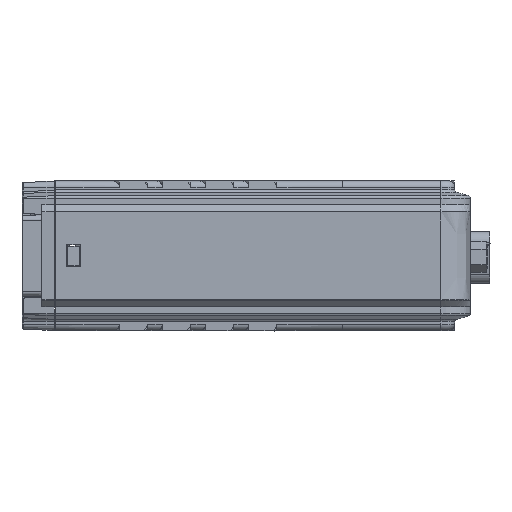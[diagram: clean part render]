
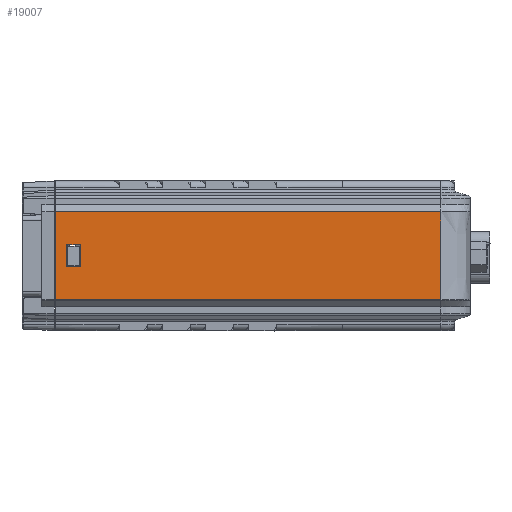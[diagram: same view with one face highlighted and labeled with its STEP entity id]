
A CAD part, left-side view. The second image highlights one B-rep face of the part: STEP entity #19007.
In plain terms, the highlighted planar face has unit normal (-1, 0, 0).
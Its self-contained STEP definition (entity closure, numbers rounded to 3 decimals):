
#3503 = CARTESIAN_POINT ( 'NONE',  ( -54.5, -69.5, 7.919 ) ) ;
#3592 = CARTESIAN_POINT ( 'NONE',  ( -54.5, -69.5, -7.919 ) ) ;
#4091 = LINE ( 'NONE', #4092, #44824 ) ;
#4092 = CARTESIAN_POINT ( 'NONE',  ( -54.5, -69.5, 0. ) ) ;
#4093 = DIRECTION ( 'NONE',  ( 0., 0., -1. ) ) ;
#10339 = CARTESIAN_POINT ( 'NONE',  ( -54.5, -69.5, -8. ) ) ;
#10343 = FACE_OUTER_BOUND ( 'NONE', #39682, .T. ) ;
#10365 = FACE_BOUND ( 'NONE', #39677, .T. ) ;
#10366 = PLANE ( 'NONE',  #28556 ) ;
#10368 = DIRECTION ( 'NONE',  ( 1., 0., 0. ) ) ;
#10369 = DIRECTION ( 'NONE',  ( 0., 1., 0. ) ) ;
#12532 = VERTEX_POINT ( 'NONE', #3503 ) ;
#12686 = VERTEX_POINT ( 'NONE', #3592 ) ;
#13317 = VERTEX_POINT ( 'NONE', #19762 ) ;
#13374 = VERTEX_POINT ( 'NONE', #19794 ) ;
#14743 = CARTESIAN_POINT ( 'NONE',  ( -54.5, -23.167, -7.919 ) ) ;
#14744 = CARTESIAN_POINT ( 'NONE',  ( -54.5, 0., -7.919 ) ) ;
#14747 = CARTESIAN_POINT ( 'NONE',  ( -54.5, -69.5, 7.919 ) ) ;
#14748 = LINE ( 'NONE', #14752, #44288 ) ;
#14749 = CARTESIAN_POINT ( 'NONE',  ( -54.5, -46.333, 7.919 ) ) ;
#14750 = CARTESIAN_POINT ( 'NONE',  ( -54.5, -46.333, -7.919 ) ) ;
#14751 = CARTESIAN_POINT ( 'NONE',  ( -54.5, -69.5, -7.919 ) ) ;
#14752 = CARTESIAN_POINT ( 'NONE',  ( -54.5, 0., 13.5 ) ) ;
#14753 = DIRECTION ( 'NONE',  ( 0., 0., 1. ) ) ;
#14755 = CARTESIAN_POINT ( 'NONE',  ( -54.5, -23.167, 7.919 ) ) ;
#14756 = CARTESIAN_POINT ( 'NONE',  ( -54.5, 0., 7.919 ) ) ;
#15378 = CARTESIAN_POINT ( 'NONE',  ( -54.5, -4.46, 2. ) ) ;
#15494 = CARTESIAN_POINT ( 'NONE',  ( -54.5, -1.96, -2. ) ) ;
#15500 = CARTESIAN_POINT ( 'NONE',  ( -54.5, -1.96, 2. ) ) ;
#15507 = CARTESIAN_POINT ( 'NONE',  ( -54.5, -4.46, -2. ) ) ;
#19007 = ADVANCED_FACE ( 'NONE', ( #10343, #10365 ), #10366, .F. ) ;
#19551 = EDGE_CURVE ( 'NONE', #13317, #12686, #31707, .T. ) ;
#19552 = EDGE_CURVE ( 'NONE', #13317, #13374, #14748, .T. ) ;
#19553 = EDGE_CURVE ( 'NONE', #12532, #13374, #31708, .T. ) ;
#19762 = CARTESIAN_POINT ( 'NONE',  ( -54.5, 0., -7.919 ) ) ;
#19794 = CARTESIAN_POINT ( 'NONE',  ( -54.5, 0., 7.919 ) ) ;
#23097 = VERTEX_POINT ( 'NONE', #15378 ) ;
#23213 = VERTEX_POINT ( 'NONE', #15494 ) ;
#23219 = VERTEX_POINT ( 'NONE', #15500 ) ;
#23226 = VERTEX_POINT ( 'NONE', #15507 ) ;
#28556 = AXIS2_PLACEMENT_3D ( 'NONE', #10339, #10368, #10369 ) ;
#31707 = B_SPLINE_CURVE_WITH_KNOTS ( 'NONE', 3,
 ( #14744, #14743, #14750, #14751 ),
 .UNSPECIFIED., .F., .F.,
 ( 4, 4 ),
 ( 0.139, 0.209 ),
 .UNSPECIFIED. ) ;
#31708 = B_SPLINE_CURVE_WITH_KNOTS ( 'NONE', 3,
 ( #14747, #14749, #14755, #14756 ),
 .UNSPECIFIED., .F., .F.,
 ( 4, 4 ),
 ( 0., 0.07 ),
 .UNSPECIFIED. ) ;
#36260 = VECTOR ( 'NONE', #50017, 1000. ) ;
#36263 = VECTOR ( 'NONE', #50025, 1000. ) ;
#36266 = VECTOR ( 'NONE', #50034, 1000. ) ;
#36269 = VECTOR ( 'NONE', #50043, 1000. ) ;
#37275 = EDGE_CURVE ( 'NONE', #12532, #12686, #4091, .T. ) ;
#37590 = EDGE_CURVE ( 'NONE', #23213, #23219, #50013, .T. ) ;
#37593 = EDGE_CURVE ( 'NONE', #23226, #23213, #50023, .T. ) ;
#37596 = EDGE_CURVE ( 'NONE', #23097, #23226, #50032, .T. ) ;
#37599 = EDGE_CURVE ( 'NONE', #23219, #23097, #50041, .T. ) ;
#39677 = EDGE_LOOP ( 'NONE', ( #52416, #52417, #52418, #52419 ) ) ;
#39682 = EDGE_LOOP ( 'NONE', ( #52412, #52413, #52414, #52415 ) ) ;
#44288 = VECTOR ( 'NONE', #14753, 1000. ) ;
#44824 = VECTOR ( 'NONE', #4093, 1000. ) ;
#50013 = LINE ( 'NONE', #50016, #36260 ) ;
#50016 = CARTESIAN_POINT ( 'NONE',  ( -54.5, -1.96, -2. ) ) ;
#50017 = DIRECTION ( 'NONE',  ( 0., 0., 1. ) ) ;
#50023 = LINE ( 'NONE', #50024, #36263 ) ;
#50024 = CARTESIAN_POINT ( 'NONE',  ( -54.5, -4.46, -2. ) ) ;
#50025 = DIRECTION ( 'NONE',  ( 0., 1., 0. ) ) ;
#50032 = LINE ( 'NONE', #50033, #36266 ) ;
#50033 = CARTESIAN_POINT ( 'NONE',  ( -54.5, -4.46, -2. ) ) ;
#50034 = DIRECTION ( 'NONE',  ( 0., 0., -1. ) ) ;
#50041 = LINE ( 'NONE', #50042, #36269 ) ;
#50042 = CARTESIAN_POINT ( 'NONE',  ( -54.5, -4.46, 2. ) ) ;
#50043 = DIRECTION ( 'NONE',  ( 0., -1., 0. ) ) ;
#52412 = ORIENTED_EDGE ( 'NONE', *, *, #19552, .F. ) ;
#52413 = ORIENTED_EDGE ( 'NONE', *, *, #19551, .T. ) ;
#52414 = ORIENTED_EDGE ( 'NONE', *, *, #37275, .F. ) ;
#52415 = ORIENTED_EDGE ( 'NONE', *, *, #19553, .T. ) ;
#52416 = ORIENTED_EDGE ( 'NONE', *, *, #37599, .T. ) ;
#52417 = ORIENTED_EDGE ( 'NONE', *, *, #37596, .T. ) ;
#52418 = ORIENTED_EDGE ( 'NONE', *, *, #37593, .T. ) ;
#52419 = ORIENTED_EDGE ( 'NONE', *, *, #37590, .T. ) ;
